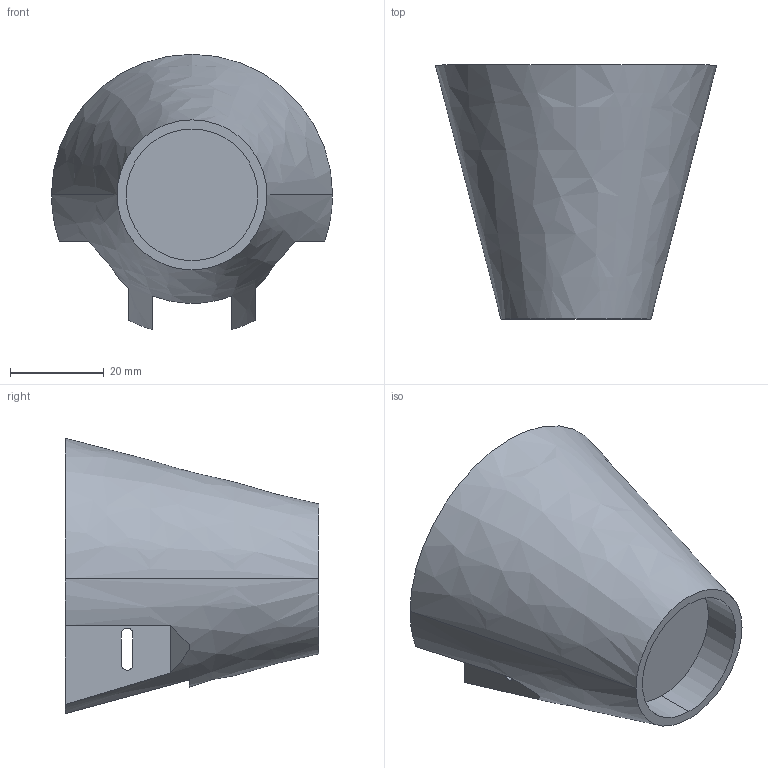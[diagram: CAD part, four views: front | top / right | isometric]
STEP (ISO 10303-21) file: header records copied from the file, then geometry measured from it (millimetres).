
FILE_DESCRIPTION (( 'STEP AP203' ), '1' );
FILE_NAME ('12_camera_mount_left_biglens.step', '2020-02-23T11:28:21', ( '' ), ( '' ), 'SwSTEP 2.0', 'SolidWorks 2019', '' );
FILE_SCHEMA (( 'CONFIG_CONTROL_DESIGN' ));
Length unit declared in the file: millimetre
Products named in the file (1): 12_camera_mount_left_biglens
Bounding box: 60 x 54.2 x 58.78 mm (x, y, z)
Volume: 64282.5 mm3; surface area: 14591 mm2
Topology: 1 solids, 1 shells, 32 faces, 84 edges, 55 vertices
Faces by surface type: plane 22, cylinder 8, bspline 2
Entity records: 1234 total; most frequent: CARTESIAN_POINT 372, ORIENTED_EDGE 168, DIRECTION 153, EDGE_CURVE 84, VERTEX_POINT 55, AXIS2_PLACEMENT_3D 54, LINE 45, VECTOR 45
